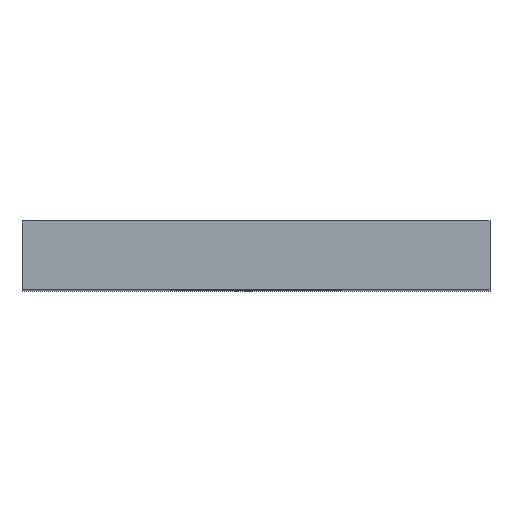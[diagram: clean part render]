
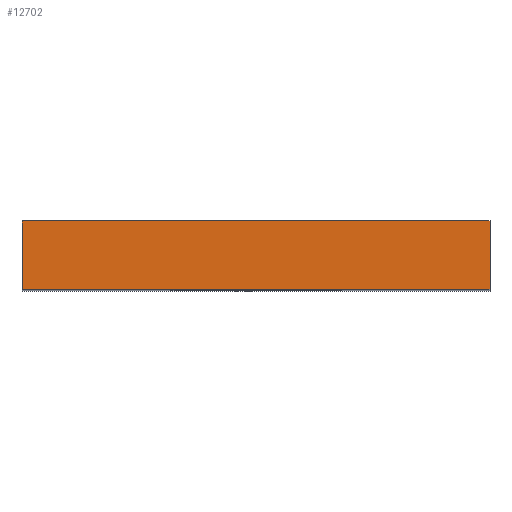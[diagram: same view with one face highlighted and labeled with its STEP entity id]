
A CAD part, top view. The second image highlights one B-rep face of the part: STEP entity #12702.
In plain terms, the highlighted planar face has unit normal (0, 0, 1).
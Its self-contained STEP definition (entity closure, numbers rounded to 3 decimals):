
#332 = VECTOR ( 'NONE', #10915, 1000. ) ;
#879 = VERTEX_POINT ( 'NONE', #5365 ) ;
#890 = EDGE_CURVE ( 'NONE', #6724, #4794, #3788, .T. ) ;
#1853 = DIRECTION ( 'NONE',  ( 0., -1., 0. ) ) ;
#2352 = CARTESIAN_POINT ( 'NONE',  ( -27.5, 8., 65. ) ) ;
#3224 = DIRECTION ( 'NONE',  ( 1., 0., 0. ) ) ;
#3788 = LINE ( 'NONE', #7479, #11905 ) ;
#3864 = CARTESIAN_POINT ( 'NONE',  ( -27.5, 8., 65. ) ) ;
#4032 = VECTOR ( 'NONE', #7561, 1000. ) ;
#4529 = ORIENTED_EDGE ( 'NONE', *, *, #5766, .F. ) ;
#4794 = VERTEX_POINT ( 'NONE', #8165 ) ;
#4980 = CARTESIAN_POINT ( 'NONE',  ( -27.5, 8., 65. ) ) ;
#5352 = CARTESIAN_POINT ( 'NONE',  ( 27.5, 8., 65. ) ) ;
#5365 = CARTESIAN_POINT ( 'NONE',  ( 27.5, 0., 65. ) ) ;
#5766 = EDGE_CURVE ( 'NONE', #4794, #879, #6030, .T. ) ;
#5997 = LINE ( 'NONE', #8794, #332 ) ;
#6030 = LINE ( 'NONE', #5352, #4032 ) ;
#6139 = AXIS2_PLACEMENT_3D ( 'NONE', #2352, #8747, #6632 ) ;
#6632 = DIRECTION ( 'NONE',  ( -1., 0., 0. ) ) ;
#6644 = EDGE_LOOP ( 'NONE', ( #9874, #4529, #11640, #10939 ) ) ;
#6724 = VERTEX_POINT ( 'NONE', #4980 ) ;
#7075 = EDGE_CURVE ( 'NONE', #12354, #879, #5997, .T. ) ;
#7479 = CARTESIAN_POINT ( 'NONE',  ( -27.5, 8., 65. ) ) ;
#7561 = DIRECTION ( 'NONE',  ( 0., -1., 0. ) ) ;
#8165 = CARTESIAN_POINT ( 'NONE',  ( 27.5, 8., 65. ) ) ;
#8747 = DIRECTION ( 'NONE',  ( 0., 0., -1. ) ) ;
#8794 = CARTESIAN_POINT ( 'NONE',  ( -27.5, 0., 65. ) ) ;
#9874 = ORIENTED_EDGE ( 'NONE', *, *, #7075, .T. ) ;
#10915 = DIRECTION ( 'NONE',  ( 1., 0., 0. ) ) ;
#10939 = ORIENTED_EDGE ( 'NONE', *, *, #12351, .T. ) ;
#11123 = VECTOR ( 'NONE', #1853, 1000. ) ;
#11640 = ORIENTED_EDGE ( 'NONE', *, *, #890, .F. ) ;
#11765 = FACE_OUTER_BOUND ( 'NONE', #6644, .T. ) ;
#11905 = VECTOR ( 'NONE', #3224, 1000. ) ;
#12054 = PLANE ( 'NONE',  #6139 ) ;
#12351 = EDGE_CURVE ( 'NONE', #6724, #12354, #12443, .T. ) ;
#12354 = VERTEX_POINT ( 'NONE', #13532 ) ;
#12443 = LINE ( 'NONE', #3864, #11123 ) ;
#12702 = ADVANCED_FACE ( 'NONE', ( #11765 ), #12054, .F. ) ;
#13532 = CARTESIAN_POINT ( 'NONE',  ( -27.5, 0., 65. ) ) ;
